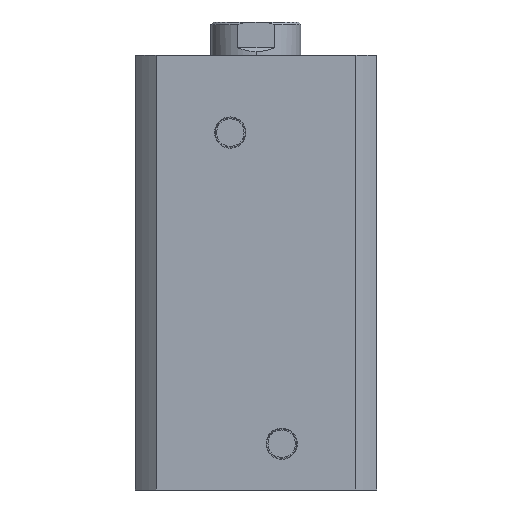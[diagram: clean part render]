
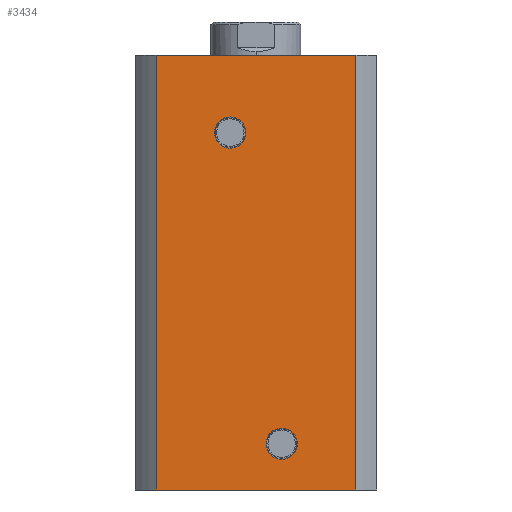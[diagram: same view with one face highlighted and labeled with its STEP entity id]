
A CAD part, left-side view. The second image highlights one B-rep face of the part: STEP entity #3434.
In plain terms, the highlighted planar face has unit normal (-1, 0, 0).
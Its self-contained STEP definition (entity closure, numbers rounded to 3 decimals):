
#298 = DIRECTION ( 'NONE',  ( 1., 0., 0. ) ) ;
#304 = CARTESIAN_POINT ( 'NONE',  ( -47., 0., 169. ) ) ;
#306 = PLANE ( 'NONE',  #1103 ) ;
#308 = DIRECTION ( 'NONE',  ( 0., 1., 0. ) ) ;
#418 = ORIENTED_EDGE ( 'NONE', *, *, #1880, .F. ) ;
#419 = ORIENTED_EDGE ( 'NONE', *, *, #2709, .F. ) ;
#420 = ORIENTED_EDGE ( 'NONE', *, *, #1881, .F. ) ;
#421 = ORIENTED_EDGE ( 'NONE', *, *, #2727, .F. ) ;
#673 = CARTESIAN_POINT ( 'NONE',  ( -47., 38.884, 0. ) ) ;
#675 = CARTESIAN_POINT ( 'NONE',  ( -47., -38.884, 0. ) ) ;
#677 = CARTESIAN_POINT ( 'NONE',  ( -47., -38.884, 169. ) ) ;
#680 = CARTESIAN_POINT ( 'NONE',  ( -47., 38.884, 169. ) ) ;
#754 = CARTESIAN_POINT ( 'NONE',  ( -47., -10., 24.06 ) ) ;
#755 = CARTESIAN_POINT ( 'NONE',  ( -47., 10., 145.06 ) ) ;
#757 = CARTESIAN_POINT ( 'NONE',  ( -47., -10., 11.94 ) ) ;
#758 = CARTESIAN_POINT ( 'NONE',  ( -47., 10., 132.94 ) ) ;
#996 = EDGE_LOOP ( 'NONE', ( #418, #419 ) ) ;
#1103 = AXIS2_PLACEMENT_3D ( 'NONE', #304, #298, #308 ) ;
#1120 = AXIS2_PLACEMENT_3D ( 'NONE', #1406, #1407, #1408 ) ;
#1129 = AXIS2_PLACEMENT_3D ( 'NONE', #1455, #1456, #1457 ) ;
#1254 = CIRCLE ( 'NONE', #1120, 6.06 ) ;
#1281 = CIRCLE ( 'NONE', #1129, 6.06 ) ;
#1406 = CARTESIAN_POINT ( 'NONE',  ( -47., 10., 139. ) ) ;
#1407 = DIRECTION ( 'NONE',  ( -1., 0., 0. ) ) ;
#1408 = DIRECTION ( 'NONE',  ( 0., 0., 1. ) ) ;
#1455 = CARTESIAN_POINT ( 'NONE',  ( -47., -10., 18. ) ) ;
#1456 = DIRECTION ( 'NONE',  ( -1., 0., 0. ) ) ;
#1457 = DIRECTION ( 'NONE',  ( 0., 0., 1. ) ) ;
#1696 = FACE_BOUND ( 'NONE', #996, .T. ) ;
#1717 = FACE_OUTER_BOUND ( 'NONE', #3710, .T. ) ;
#1721 = FACE_BOUND ( 'NONE', #2384, .T. ) ;
#1748 = ORIENTED_EDGE ( 'NONE', *, *, #1882, .T. ) ;
#1749 = ORIENTED_EDGE ( 'NONE', *, *, #1883, .F. ) ;
#1758 = ORIENTED_EDGE ( 'NONE', *, *, #1884, .F. ) ;
#1794 = ORIENTED_EDGE ( 'NONE', *, *, #1886, .T. ) ;
#1880 = EDGE_CURVE ( 'NONE', #3049, #3052, #2931, .T. ) ;
#1881 = EDGE_CURVE ( 'NONE', #3048, #3051, #2930, .T. ) ;
#1882 = EDGE_CURVE ( 'NONE', #2855, #2857, #2928, .T. ) ;
#1883 = EDGE_CURVE ( 'NONE', #2859, #2857, #2927, .T. ) ;
#1884 = EDGE_CURVE ( 'NONE', #2862, #2859, #2932, .T. ) ;
#1886 = EDGE_CURVE ( 'NONE', #2862, #2855, #2938, .T. ) ;
#2384 = EDGE_LOOP ( 'NONE', ( #420, #421 ) ) ;
#2701 = AXIS2_PLACEMENT_3D ( 'NONE', #3550, #3551, #3552 ) ;
#2702 = AXIS2_PLACEMENT_3D ( 'NONE', #3545, #3546, #3547 ) ;
#2709 = EDGE_CURVE ( 'NONE', #3052, #3049, #1254, .T. ) ;
#2727 = EDGE_CURVE ( 'NONE', #3051, #3048, #1281, .T. ) ;
#2855 = VERTEX_POINT ( 'NONE', #673 ) ;
#2857 = VERTEX_POINT ( 'NONE', #675 ) ;
#2859 = VERTEX_POINT ( 'NONE', #677 ) ;
#2862 = VERTEX_POINT ( 'NONE', #680 ) ;
#2927 = LINE ( 'NONE', #3548, #2935 ) ;
#2928 = LINE ( 'NONE', #3549, #2933 ) ;
#2930 = CIRCLE ( 'NONE', #2701, 6.06 ) ;
#2931 = CIRCLE ( 'NONE', #2702, 6.06 ) ;
#2932 = LINE ( 'NONE', #3541, #2937 ) ;
#2933 = VECTOR ( 'NONE', #3539, 1000. ) ;
#2935 = VECTOR ( 'NONE', #3554, 1000. ) ;
#2937 = VECTOR ( 'NONE', #3556, 1000. ) ;
#2938 = LINE ( 'NONE', #3555, #2940 ) ;
#2940 = VECTOR ( 'NONE', #3553, 1000. ) ;
#3048 = VERTEX_POINT ( 'NONE', #754 ) ;
#3049 = VERTEX_POINT ( 'NONE', #755 ) ;
#3051 = VERTEX_POINT ( 'NONE', #757 ) ;
#3052 = VERTEX_POINT ( 'NONE', #758 ) ;
#3434 = ADVANCED_FACE ( 'NONE', ( #1696, #1721, #1717 ), #306, .F. ) ;
#3539 = DIRECTION ( 'NONE',  ( 0., -1., 0. ) ) ;
#3541 = CARTESIAN_POINT ( 'NONE',  ( -47., 0., 169. ) ) ;
#3545 = CARTESIAN_POINT ( 'NONE',  ( -47., 10., 139. ) ) ;
#3546 = DIRECTION ( 'NONE',  ( -1., 0., 0. ) ) ;
#3547 = DIRECTION ( 'NONE',  ( 0., 0., 1. ) ) ;
#3548 = CARTESIAN_POINT ( 'NONE',  ( -47., -38.884, 169. ) ) ;
#3549 = CARTESIAN_POINT ( 'NONE',  ( -47., 0., 0. ) ) ;
#3550 = CARTESIAN_POINT ( 'NONE',  ( -47., -10., 18. ) ) ;
#3551 = DIRECTION ( 'NONE',  ( -1., 0., 0. ) ) ;
#3552 = DIRECTION ( 'NONE',  ( 0., 0., 1. ) ) ;
#3553 = DIRECTION ( 'NONE',  ( 0., 0., -1. ) ) ;
#3554 = DIRECTION ( 'NONE',  ( 0., 0., -1. ) ) ;
#3555 = CARTESIAN_POINT ( 'NONE',  ( -47., 38.884, 169. ) ) ;
#3556 = DIRECTION ( 'NONE',  ( 0., -1., 0. ) ) ;
#3710 = EDGE_LOOP ( 'NONE', ( #1748, #1749, #1758, #1794 ) ) ;
